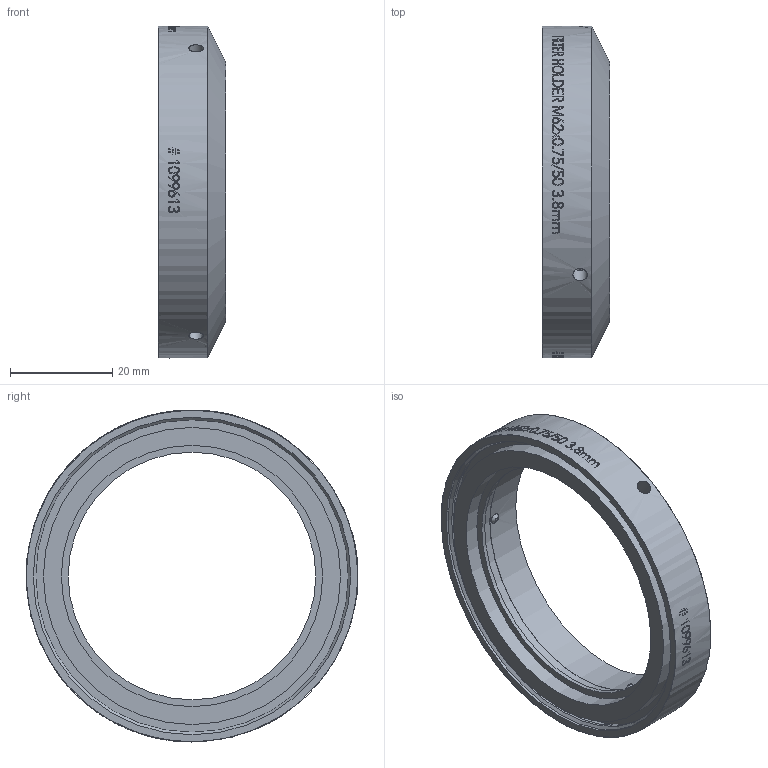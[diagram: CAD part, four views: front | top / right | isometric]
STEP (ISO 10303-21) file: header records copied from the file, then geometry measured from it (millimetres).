
FILE_DESCRIPTION(/* description */ (''),/* implementation_level */ '2;1');
FILE_NAME(/* name */ '1099613_00164917_001.stp',/* time_stamp */ '2022-04-28T08:19:55+02:00',/* author */ (''),/* organization */ (''),/* preprocessor_version */ 'ST-DEVELOPER v16',/* originating_system */ 'SIEMENS PLM Software NX 10.0',/* authorisation */ '');
FILE_SCHEMA (('AP203_CONFIGURATION_CONTROLLED_3D_DESIGN_OF_MECHANICAL_PARTS_AND_ASSEMBLIES_MIM_LF { 1 0 10303 403 2 1 2}'));
Length unit declared in the file: millimetre
Products named in the file (1): Froe298C156E1bbn
Bounding box: 13.2 x 65.02 x 65.02 mm (x, y, z)
Volume: 14116.6 mm3; surface area: 10476.8 mm2
Topology: 1 solids, 2 shells, 142 faces, 587 edges, 539 vertices
Faces by surface type: cylinder 94, plane 37, cone 10, torus 1
Full cylindrical faces by diameter (mm): 2.05 x6, 2.8 x3, 48.5 x1, 50 x1, 50.1 x1, 51.197 x1, 58.196 x1, 61.2 x1, 62.2 x2, 65 x1, 65.02 x1
Entity records: 7973 total; most frequent: CARTESIAN_POINT 3694, ORIENTED_EDGE 1083, EDGE_CURVE 544, VERTEX_POINT 526, B_SPLINE_CURVE_WITH_KNOTS 449, DIRECTION 422, EDGE_LOOP 269, FACE_BOUND 188
